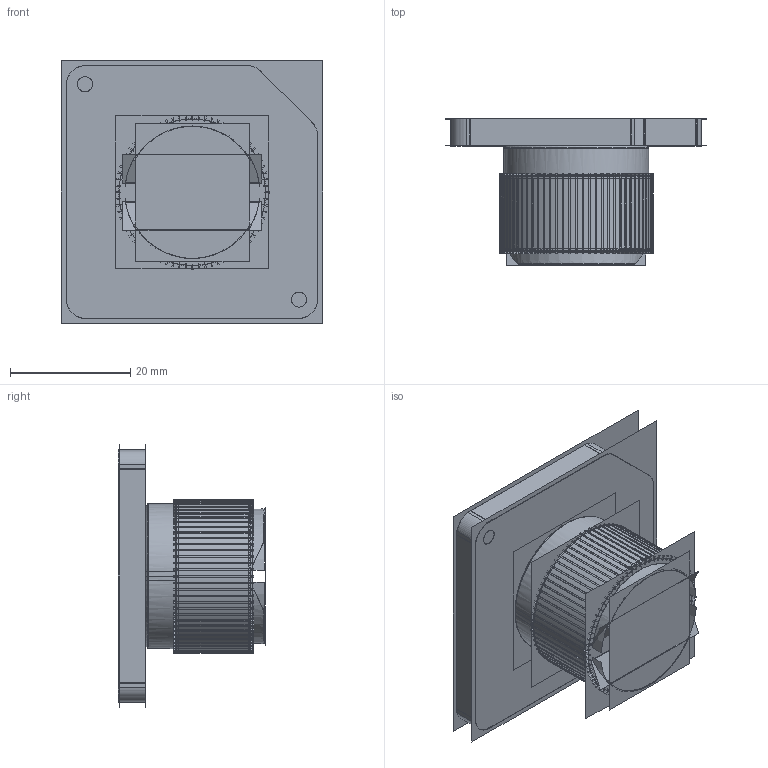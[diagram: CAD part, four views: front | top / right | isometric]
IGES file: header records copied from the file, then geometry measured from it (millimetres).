
Start section:  PTC IGES file: 202885.igs
Global section: file name: 202885.igs; native system: Creo Parametric by PTC Inc.; preprocessor: 2016260; author: pdmadmin; organization: Unknown; date: 20180130.090847; units: millimetre
Bounding box: 43.58 x 24.5 x 43.78 mm (x, y, z)
Volume: 15987 mm3; surface area: 161777.5 mm2
Topology: 2 solids, 3 shells, 1100 faces, 5654 edges, 7087 vertices
Faces by surface type: bspline 606, revolution 494
